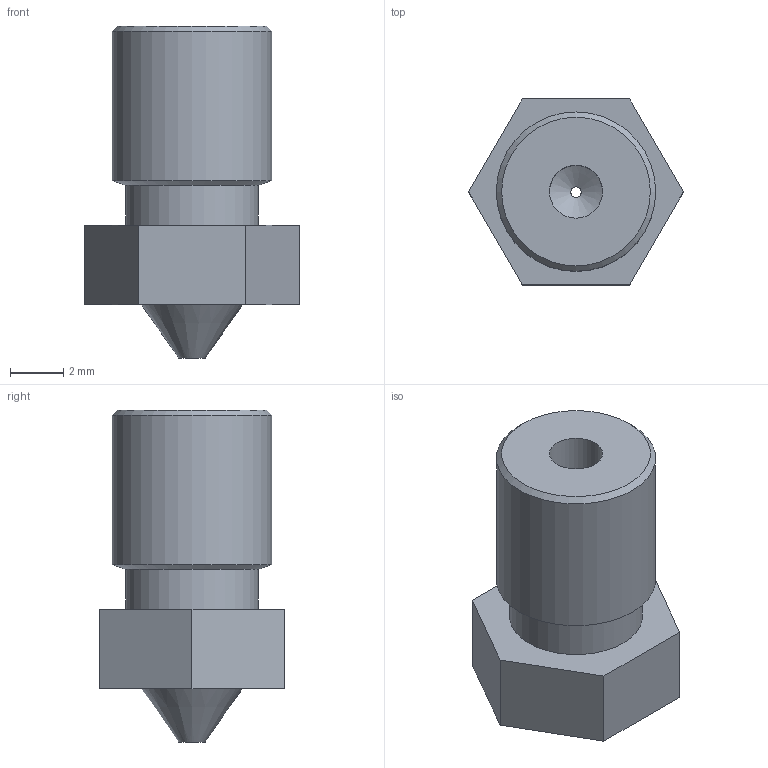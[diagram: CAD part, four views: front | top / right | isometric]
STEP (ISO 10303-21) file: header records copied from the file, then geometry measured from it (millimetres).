
FILE_DESCRIPTION(/* description */ (''),/* implementation_level */ '2;1');
FILE_NAME(/* name */ 'V6 Nozzle.stp',/* time_stamp */ '2017-12-18T10:34:59+00:00',/* author */ ('Rory'),/* organization */ (''),/* preprocessor_version */ 'ST-DEVELOPER v15.6',/* originating_system */ 'Autodesk Inventor 2015',/* authorisation */ '');
FILE_SCHEMA (('AUTOMOTIVE_DESIGN { 1 0 10303 214 3 1 1 }'));
Length unit declared in the file: millimetre
Products named in the file (1): v6.1 Nozzle Master
Bounding box: 8.08 x 7 x 12.5 mm (x, y, z)
Volume: 298.7 mm3; surface area: 387 mm2
Topology: 1 solids, 1 shells, 18 faces, 37 edges, 23 vertices
Faces by surface type: plane 10, cone 4, cylinder 4
Full cylindrical faces by diameter (mm): 0.4 x1, 2 x1, 5 x1, 6 x1
Entity records: 460 total; most frequent: DIRECTION 78, CARTESIAN_POINT 71, ORIENTED_EDGE 58, EDGE_LOOP 30, AXIS2_PLACEMENT_3D 30, EDGE_CURVE 29, VERTEX_POINT 23, FACE_OUTER_BOUND 18
